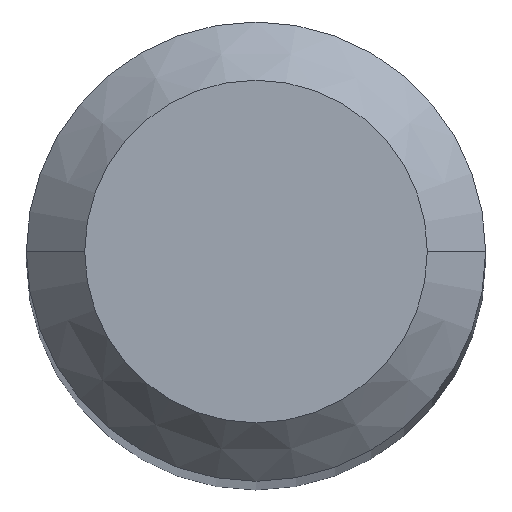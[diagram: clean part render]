
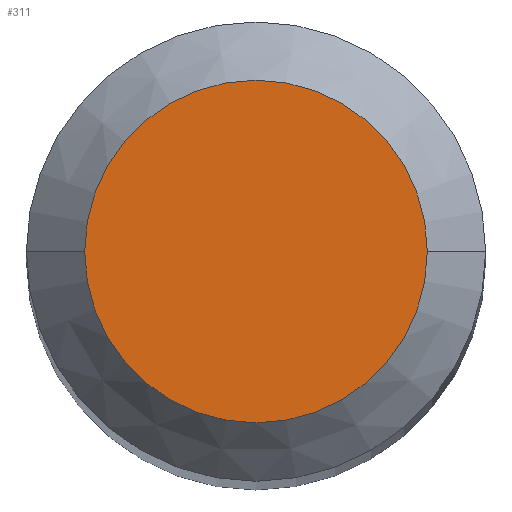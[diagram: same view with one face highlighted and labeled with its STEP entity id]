
A CAD part, top view. The second image highlights one B-rep face of the part: STEP entity #311.
In plain terms, the highlighted planar face has unit normal (0, 0, 1).
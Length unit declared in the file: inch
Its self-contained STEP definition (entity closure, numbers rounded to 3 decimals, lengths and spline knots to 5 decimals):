
#32 = CARTESIAN_POINT ( 'NONE',  ( -0.04405, 0., 0. ) ) ;
#44 = EDGE_CURVE ( 'NONE', #333, #147, #98, .T. ) ;
#50 = CARTESIAN_POINT ( 'NONE',  ( 0., 0., 0. ) ) ;
#76 = CARTESIAN_POINT ( 'NONE',  ( 0., 0.04405, 0. ) ) ;
#98 = CIRCLE ( 'NONE', #363, 0.04405 ) ;
#102 = DIRECTION ( 'NONE',  ( 0., 0., -1. ) ) ;
#104 = CARTESIAN_POINT ( 'NONE',  ( 0.04405, 0., 0. ) ) ;
#147 = VERTEX_POINT ( 'NONE', #104 ) ;
#153 = CARTESIAN_POINT ( 'NONE',  ( 0., 0., 0. ) ) ;
#172 = FACE_OUTER_BOUND ( 'NONE', #398, .T. ) ;
#177 = PLANE ( 'NONE',  #227 ) ;
#187 = AXIS2_PLACEMENT_3D ( 'NONE', #50, #335, #291 ) ;
#208 = CIRCLE ( 'NONE', #187, 0.04405 ) ;
#217 = DIRECTION ( 'NONE',  ( -1., 0., 0. ) ) ;
#227 = AXIS2_PLACEMENT_3D ( 'NONE', #76, #102, #217 ) ;
#263 = DIRECTION ( 'NONE',  ( 0., 0., 1. ) ) ;
#291 = DIRECTION ( 'NONE',  ( 1., 0., 0. ) ) ;
#311 = ADVANCED_FACE ( 'NONE', ( #172 ), #177, .F. ) ;
#333 = VERTEX_POINT ( 'NONE', #32 ) ;
#335 = DIRECTION ( 'NONE',  ( 0., 0., 1. ) ) ;
#363 = AXIS2_PLACEMENT_3D ( 'NONE', #153, #263, #370 ) ;
#370 = DIRECTION ( 'NONE',  ( 1., 0., 0. ) ) ;
#379 = EDGE_CURVE ( 'NONE', #147, #333, #208, .T. ) ;
#392 = ORIENTED_EDGE ( 'NONE', *, *, #379, .T. ) ;
#398 = EDGE_LOOP ( 'NONE', ( #447, #392 ) ) ;
#447 = ORIENTED_EDGE ( 'NONE', *, *, #44, .T. ) ;
